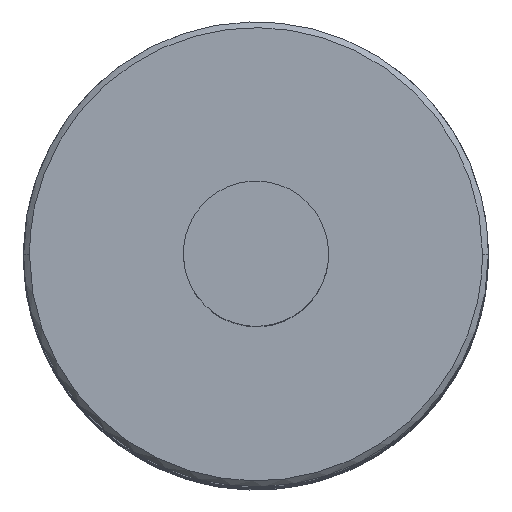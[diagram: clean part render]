
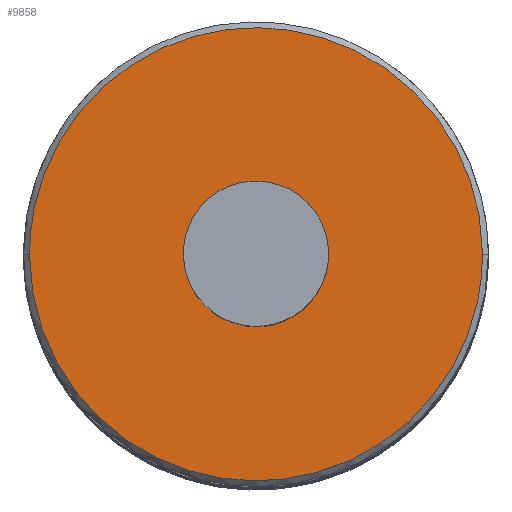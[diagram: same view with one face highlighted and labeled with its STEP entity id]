
A CAD part, top view. The second image highlights one B-rep face of the part: STEP entity #9858.
In plain terms, the highlighted free-form (B-spline) face has degree [1, 1] with [2, 2] control points.
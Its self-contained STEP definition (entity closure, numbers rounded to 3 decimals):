
#1515 = EDGE_CURVE('',#1516,#1518,#1520,.T.);
#1516 = VERTEX_POINT('',#1517);
#1517 = CARTESIAN_POINT('',(6.884,0.,
    30.226));
#1518 = VERTEX_POINT('',#1519);
#1519 = CARTESIAN_POINT('',(-6.884,0.,30.226));
#1520 = ( BOUNDED_CURVE() B_SPLINE_CURVE(2,(#1521,#1522,#1523,#1524,
#1525),.UNSPECIFIED.,.F.,.F.) B_SPLINE_CURVE_WITH_KNOTS((3,2,3),(0.,
1.571,3.142),.PIECEWISE_BEZIER_KNOTS.) CURVE() 
GEOMETRIC_REPRESENTATION_ITEM() RATIONAL_B_SPLINE_CURVE((1.,
0.707,1.,0.707,1.)) REPRESENTATION_ITEM('') );
#1521 = CARTESIAN_POINT('',(6.884,0.,30.226));
#1522 = CARTESIAN_POINT('',(6.884,6.884,
    30.226));
#1523 = CARTESIAN_POINT('',(0.,6.884,
    30.226));
#1524 = CARTESIAN_POINT('',(-6.884,6.884,
    30.226));
#1525 = CARTESIAN_POINT('',(-6.884,0.,
    30.226));
#9858 = ADVANCED_FACE('',(#9859),#9870,.T.);
#9859 = FACE_BOUND('',#9860,.T.);
#9860 = EDGE_LOOP('',(#9861,#9869));
#9861 = ORIENTED_EDGE('',*,*,#9862,.T.);
#9862 = EDGE_CURVE('',#1518,#1516,#9863,.T.);
#9863 = ( BOUNDED_CURVE() B_SPLINE_CURVE(2,(#9864,#9865,#9866,#9867,
#9868),.UNSPECIFIED.,.F.,.F.) B_SPLINE_CURVE_WITH_KNOTS((3,2,3),(
    3.142,4.712,6.283),
.PIECEWISE_BEZIER_KNOTS.) CURVE() GEOMETRIC_REPRESENTATION_ITEM() 
RATIONAL_B_SPLINE_CURVE((1.,0.707,1.,0.707,1.)) 
REPRESENTATION_ITEM('') );
#9864 = CARTESIAN_POINT('',(-6.884,0.,
    30.226));
#9865 = CARTESIAN_POINT('',(-6.884,-6.884,
    30.226));
#9866 = CARTESIAN_POINT('',(0.,-6.884,
    30.226));
#9867 = CARTESIAN_POINT('',(6.884,-6.884,
    30.226));
#9868 = CARTESIAN_POINT('',(6.884,0.,
    30.226));
#9869 = ORIENTED_EDGE('',*,*,#1515,.T.);
#9870 = B_SPLINE_SURFACE_WITH_KNOTS('',1,1,(
    (#9871,#9872)
    ,(#9873,#9874
    )),.UNSPECIFIED.,.F.,.F.,.F.,(2,2),(2,2),(-7.8,7.8),(-7.8,7.8),
  .PIECEWISE_BEZIER_KNOTS.);
#9871 = CARTESIAN_POINT('',(-6.884,-6.884,
    30.226));
#9872 = CARTESIAN_POINT('',(-6.884,6.884,
    30.226));
#9873 = CARTESIAN_POINT('',(6.884,-6.884,
    30.226));
#9874 = CARTESIAN_POINT('',(6.884,6.884,
    30.226));
